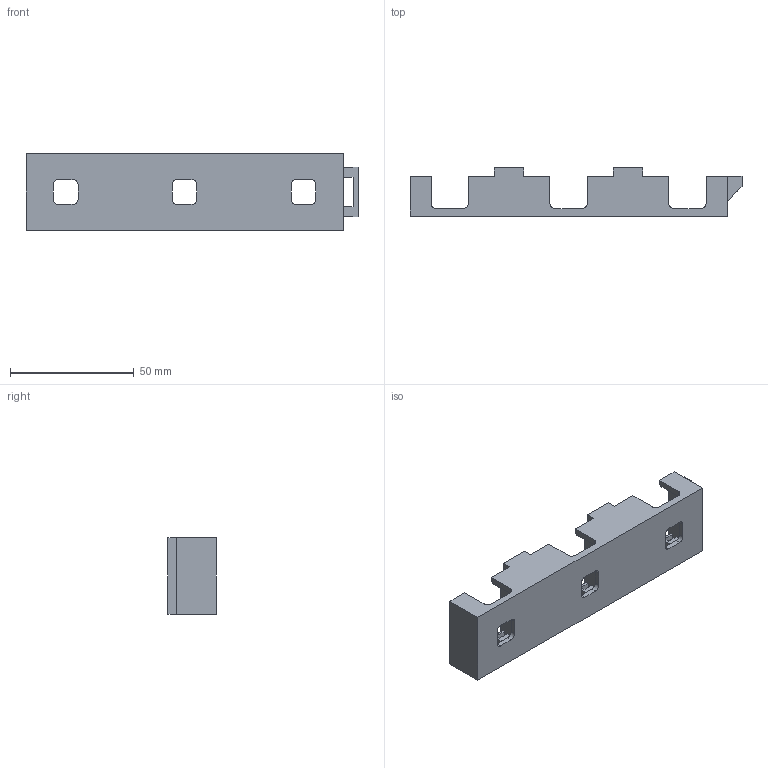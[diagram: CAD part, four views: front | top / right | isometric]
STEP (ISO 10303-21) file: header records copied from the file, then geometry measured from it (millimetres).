
FILE_DESCRIPTION(/* description */ (''),/* implementation_level */ '2;1');
FILE_NAME(/* name */ 'magnet storage v4 v8.step',/* time_stamp */ '2023-04-03T14:08:44-07:00',/* author */ (''),/* organization */ (''),/* preprocessor_version */ 'ST-DEVELOPER v19.2',/* originating_system */ 'Autodesk Translation Framework v11.17.0.187',/* authorisation */ '');
FILE_SCHEMA (('AUTOMOTIVE_DESIGN { 1 0 10303 214 3 1 1 }'));
Length unit declared in the file: millimetre
Products named in the file (1): magnet storage v4
Bounding box: 134 x 19.5 x 31 mm (x, y, z)
Volume: 34419.4 mm3; surface area: 16350 mm2
Topology: 1 solids, 1 shells, 153 faces, 456 edges, 304 vertices
Faces by surface type: plane 129, cylinder 24
Entity records: 5127 total; most frequent: CARTESIAN_POINT 914, ORIENTED_EDGE 912, DIRECTION 812, EDGE_CURVE 456, LINE 408, VECTOR 408, VERTEX_POINT 304, AXIS2_PLACEMENT_3D 202
